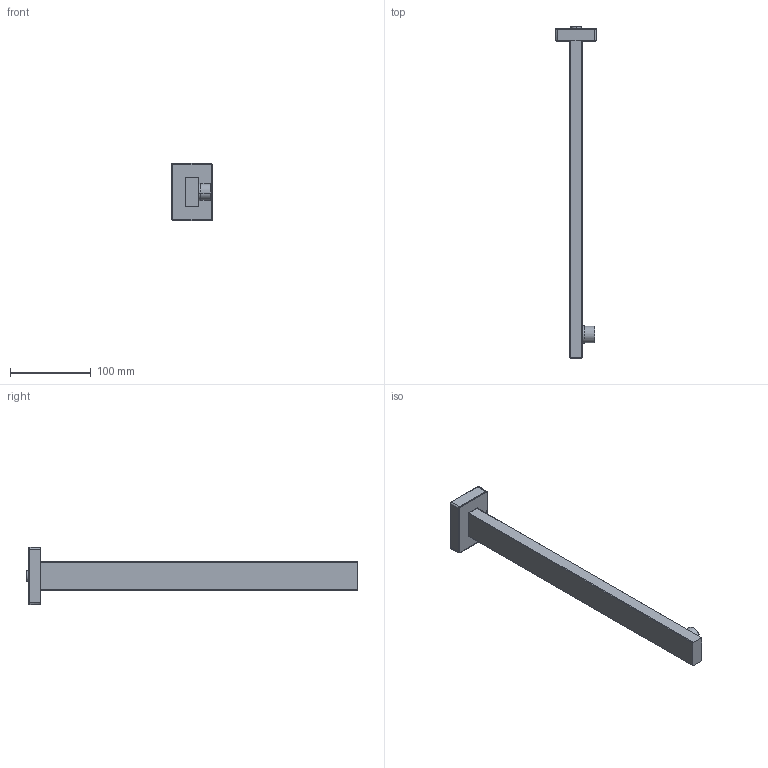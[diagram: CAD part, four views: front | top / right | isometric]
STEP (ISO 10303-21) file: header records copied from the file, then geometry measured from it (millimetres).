
FILE_DESCRIPTION (( 'STEP AP203' ), '1' );
FILE_NAME ('99Z309014.STEP', '2024-02-08T13:31:26', ( '' ), ( '' ), 'SwSTEP 2.0', 'SolidWorks 2021', '' );
FILE_SCHEMA (( 'CONFIG_CONTROL_DESIGN' ));
Length unit declared in the file: millimetre
Products named in the file (1): 99Z309014
Bounding box: 50.71 x 411 x 70.71 mm (x, y, z)
Volume: 83055.8 mm3; surface area: 91978.7 mm2
Topology: 3 solids, 3 shells, 131 faces, 318 edges, 202 vertices
Faces by surface type: cylinder 60, plane 57, bspline 8, cone 6
Entity records: 4107 total; most frequent: CARTESIAN_POINT 1100, ORIENTED_EDGE 636, DIRECTION 572, EDGE_CURVE 318, AXIS2_PLACEMENT_3D 202, VERTEX_POINT 202, VECTOR 168, LINE 168
